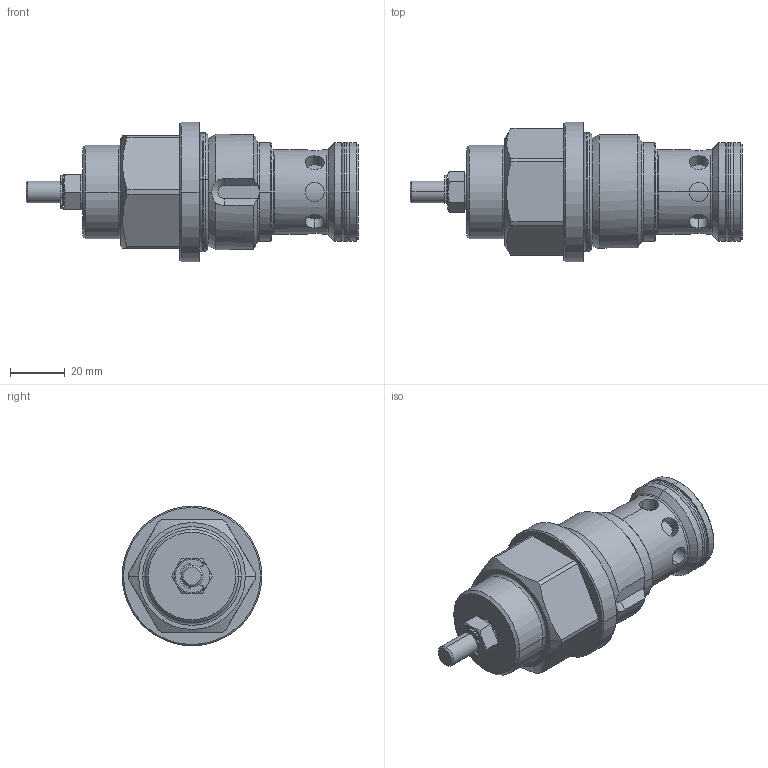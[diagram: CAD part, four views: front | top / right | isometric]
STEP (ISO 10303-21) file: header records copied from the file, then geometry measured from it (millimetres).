
FILE_DESCRIPTION (( 'STEP AP214' ), '1' );
FILE_NAME ('452.B5_Kunde.STEP', '2017-02-22T13:30:22', ( 'user' ), ( '' ), 'SwSTEP 2.0', 'SolidWorks 2016', '' );
FILE_SCHEMA (( 'AUTOMOTIVE_DESIGN' ));
Length unit declared in the file: millimetre
Products named in the file (1): 452.B5_Kunde
Bounding box: 121.17 x 51 x 51 mm (x, y, z)
Volume: 118715.7 mm3; surface area: 20455.5 mm2
Topology: 4 solids, 4 shells, 178 faces, 401 edges, 243 vertices
Faces by surface type: cylinder 78, plane 41, torus 30, cone 29
Entity records: 6202 total; most frequent: CARTESIAN_POINT 2061, DIRECTION 882, ORIENTED_EDGE 802, EDGE_CURVE 401, AXIS2_PLACEMENT_3D 368, VERTEX_POINT 243, EDGE_LOOP 194, CIRCLE 189
